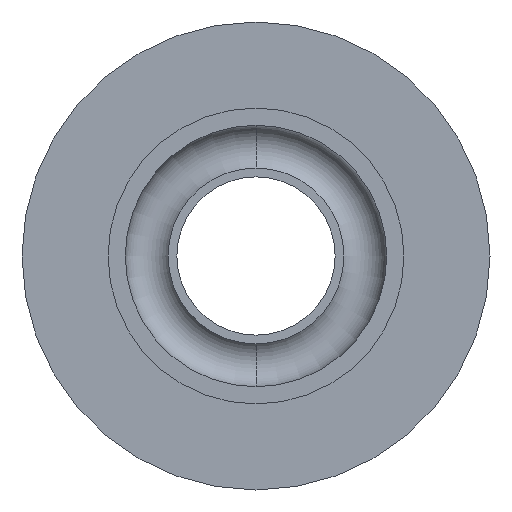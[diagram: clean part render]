
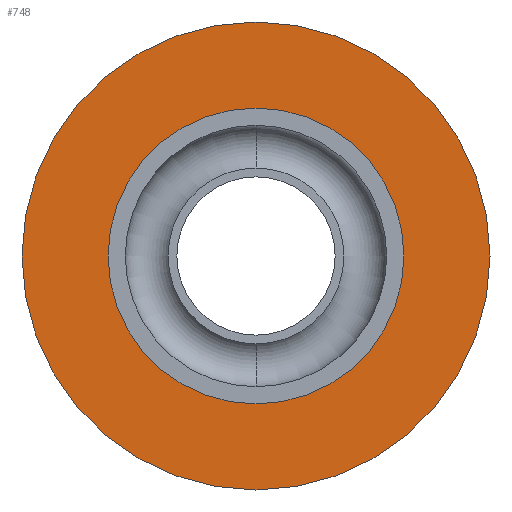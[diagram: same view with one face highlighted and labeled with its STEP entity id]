
A CAD part, left-side view. The second image highlights one B-rep face of the part: STEP entity #748.
In plain terms, the highlighted planar face has unit normal (-1, 0, 0).
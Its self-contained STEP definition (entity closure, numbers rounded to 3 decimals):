
#17 = ORIENTED_EDGE ( 'NONE', *, *, #207, .T. ) ;
#26 = AXIS2_PLACEMENT_3D ( 'NONE', #171, #365, #43 ) ;
#43 = DIRECTION ( 'NONE',  ( 0., 0., 1. ) ) ;
#89 = DIRECTION ( 'NONE',  ( -1., 0., 0. ) ) ;
#131 = AXIS2_PLACEMENT_3D ( 'NONE', #572, #376, #165 ) ;
#154 = EDGE_CURVE ( 'NONE', #295, #759, #841, .T. ) ;
#163 = FACE_BOUND ( 'NONE', #402, .T. ) ;
#165 = DIRECTION ( 'NONE',  ( 0., 0., -1. ) ) ;
#171 = CARTESIAN_POINT ( 'NONE',  ( -10.38, 20.365, 0. ) ) ;
#207 = EDGE_CURVE ( 'NONE', #759, #295, #831, .T. ) ;
#230 = EDGE_LOOP ( 'NONE', ( #589, #17 ) ) ;
#239 = AXIS2_PLACEMENT_3D ( 'NONE', #779, #254, #843 ) ;
#254 = DIRECTION ( 'NONE',  ( -1., 0., 0. ) ) ;
#293 = CARTESIAN_POINT ( 'NONE',  ( -10.38, 20.365, 0. ) ) ;
#295 = VERTEX_POINT ( 'NONE', #432 ) ;
#326 = CARTESIAN_POINT ( 'NONE',  ( -10.38, 20.365, -10.75 ) ) ;
#359 = ORIENTED_EDGE ( 'NONE', *, *, #704, .F. ) ;
#365 = DIRECTION ( 'NONE',  ( -1., 0., 0. ) ) ;
#376 = DIRECTION ( 'NONE',  ( 1., 0., 0. ) ) ;
#388 = EDGE_CURVE ( 'NONE', #508, #522, #613, .T. ) ;
#402 = EDGE_LOOP ( 'NONE', ( #611, #359 ) ) ;
#417 = AXIS2_PLACEMENT_3D ( 'NONE', #293, #89, #802 ) ;
#432 = CARTESIAN_POINT ( 'NONE',  ( -10.38, 20.365, 17. ) ) ;
#492 = CARTESIAN_POINT ( 'NONE',  ( -10.38, 20.365, -17. ) ) ;
#508 = VERTEX_POINT ( 'NONE', #514 ) ;
#514 = CARTESIAN_POINT ( 'NONE',  ( -10.38, 20.365, 10.75 ) ) ;
#522 = VERTEX_POINT ( 'NONE', #326 ) ;
#540 = DIRECTION ( 'NONE',  ( 0., 0., 1. ) ) ;
#551 = DIRECTION ( 'NONE',  ( -1., 0., 0. ) ) ;
#572 = CARTESIAN_POINT ( 'NONE',  ( -10.38, 37.365, 0. ) ) ;
#589 = ORIENTED_EDGE ( 'NONE', *, *, #154, .T. ) ;
#611 = ORIENTED_EDGE ( 'NONE', *, *, #388, .F. ) ;
#613 = CIRCLE ( 'NONE', #239, 10.75 ) ;
#672 = CIRCLE ( 'NONE', #26, 10.75 ) ;
#680 = CARTESIAN_POINT ( 'NONE',  ( -10.38, 20.365, 0. ) ) ;
#704 = EDGE_CURVE ( 'NONE', #522, #508, #672, .T. ) ;
#748 = ADVANCED_FACE ( 'NONE', ( #163, #832 ), #765, .F. ) ;
#752 = AXIS2_PLACEMENT_3D ( 'NONE', #680, #551, #540 ) ;
#759 = VERTEX_POINT ( 'NONE', #492 ) ;
#765 = PLANE ( 'NONE',  #131 ) ;
#779 = CARTESIAN_POINT ( 'NONE',  ( -10.38, 20.365, 0. ) ) ;
#802 = DIRECTION ( 'NONE',  ( 0., 0., 1. ) ) ;
#831 = CIRCLE ( 'NONE', #752, 17. ) ;
#832 = FACE_OUTER_BOUND ( 'NONE', #230, .T. ) ;
#841 = CIRCLE ( 'NONE', #417, 17. ) ;
#843 = DIRECTION ( 'NONE',  ( 0., 0., 1. ) ) ;
